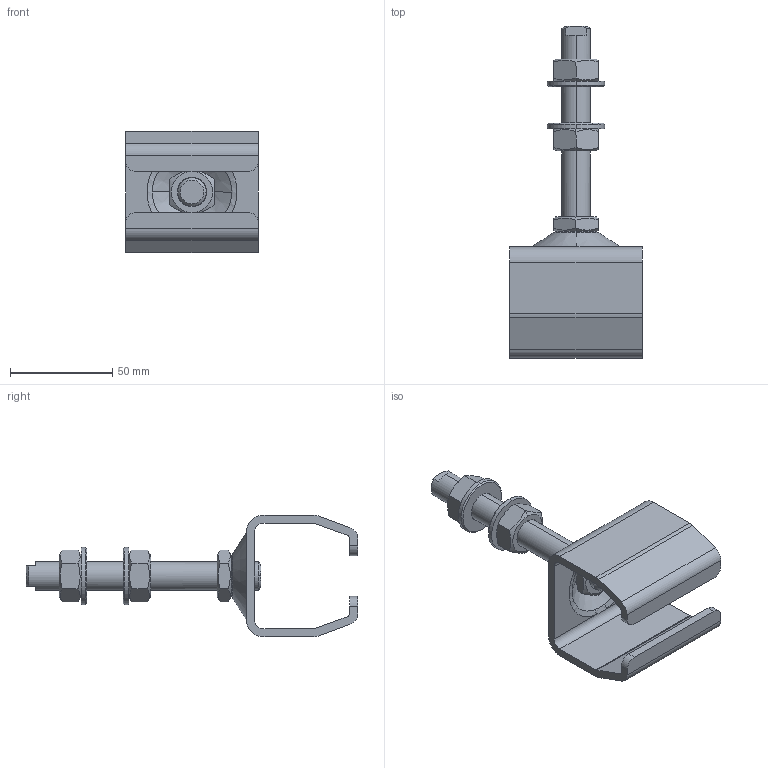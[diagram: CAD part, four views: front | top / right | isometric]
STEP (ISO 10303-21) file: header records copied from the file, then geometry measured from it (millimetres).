
FILE_DESCRIPTION (( 'STEP AP214' ), '1' );
FILE_NAME ('0080307.step', '2022-08-04T10:49:13', ( '' ), ( '' ), 'SwSTEP 2.0', 'SolidWorks 2020', '' );
FILE_SCHEMA (( 'AUTOMOTIVE_DESIGN' ));
Length unit declared in the file: millimetre
Products named in the file (1): 0080307
Bounding box: 65 x 162.5 x 59.5 mm (x, y, z)
Volume: 75415.6 mm3; surface area: 38382.2 mm2
Topology: 8 solids, 8 shells, 165 faces, 404 edges, 255 vertices
Faces by surface type: plane 70, cone 49, cylinder 36, bspline 10
Entity records: 8101 total; most frequent: CARTESIAN_POINT 2358, ORIENTED_EDGE 808, DIRECTION 777, EDGE_CURVE 404, AXIS2_PLACEMENT_3D 302, VERTEX_POINT 255, EDGE_LOOP 179, UNCERTAINTY_MEASURE_WITH_UNIT 175
